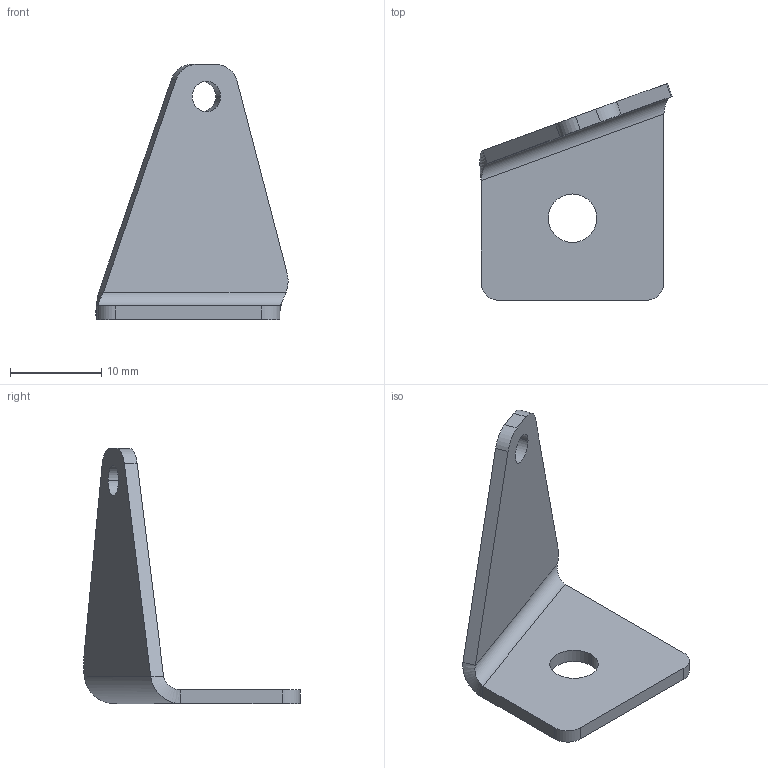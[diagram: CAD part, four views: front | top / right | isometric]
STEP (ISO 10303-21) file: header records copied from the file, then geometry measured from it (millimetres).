
FILE_DESCRIPTION (( 'STEP AP203' ), '1' );
FILE_NAME ('Pi Cam Mount.STEP', '2018-10-07T21:21:35', ( '' ), ( '' ), 'SwSTEP 2.0', 'SolidWorks 2018', '' );
FILE_SCHEMA (( 'CONFIG_CONTROL_DESIGN' ));
Length unit declared in the file: millimetre
Products named in the file (1): Pi Cam Mount
Bounding box: 21.02 x 23.73 x 27.89 mm (x, y, z)
Volume: 1086.4 mm3; surface area: 1664 mm2
Topology: 1 solids, 1 shells, 24 faces, 58 edges, 36 vertices
Faces by surface type: cylinder 12, plane 10, bspline 2
Entity records: 843 total; most frequent: CARTESIAN_POINT 201, DIRECTION 116, ORIENTED_EDGE 116, EDGE_CURVE 58, AXIS2_PLACEMENT_3D 43, VERTEX_POINT 36, VECTOR 30, LINE 30
